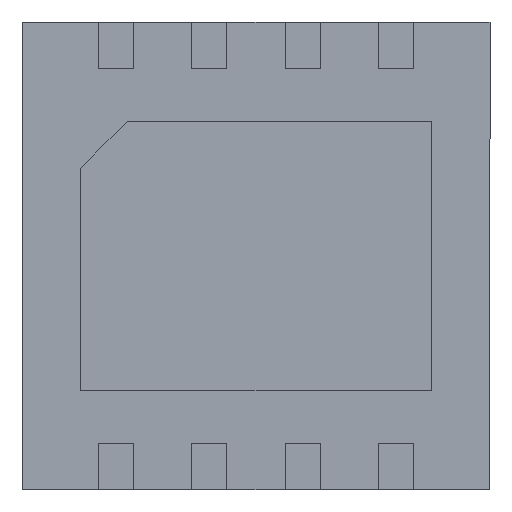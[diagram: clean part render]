
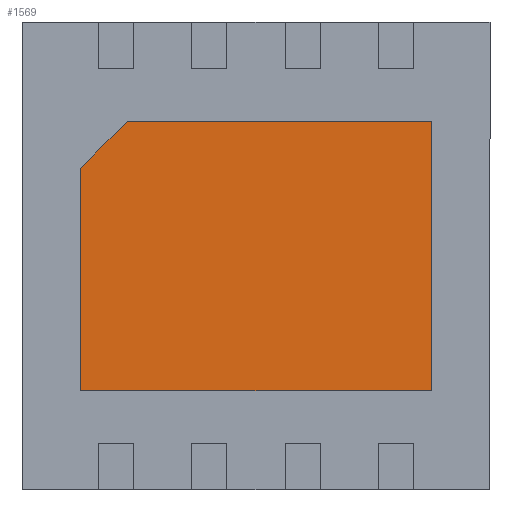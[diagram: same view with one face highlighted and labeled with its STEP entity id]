
A CAD part, front view. The second image highlights one B-rep face of the part: STEP entity #1569.
In plain terms, the highlighted planar face has unit normal (0, -1, 0).
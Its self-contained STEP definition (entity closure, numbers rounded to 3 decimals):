
#106 = DIRECTION ( 'NONE',  ( 0., 0., -1. ) ) ;
#121 = CARTESIAN_POINT ( 'NONE',  ( -1.5, -0.04, 0.75 ) ) ;
#125 = VECTOR ( 'NONE', #952, 1000. ) ;
#128 = CARTESIAN_POINT ( 'NONE',  ( -1.1, -0.04, 1.15 ) ) ;
#131 = EDGE_CURVE ( 'NONE', #1103, #1223, #706, .T. ) ;
#138 = ORIENTED_EDGE ( 'NONE', *, *, #1371, .F. ) ;
#194 = EDGE_CURVE ( 'NONE', #656, #255, #1415, .T. ) ;
#255 = VERTEX_POINT ( 'NONE', #1578 ) ;
#453 = DIRECTION ( 'NONE',  ( 0., 0., -1. ) ) ;
#461 = AXIS2_PLACEMENT_3D ( 'NONE', #1736, #901, #106 ) ;
#476 = LINE ( 'NONE', #1097, #125 ) ;
#494 = CARTESIAN_POINT ( 'NONE',  ( 1.5, -0.04, 1.15 ) ) ;
#535 = ORIENTED_EDGE ( 'NONE', *, *, #194, .F. ) ;
#540 = DIRECTION ( 'NONE',  ( 0.707, 0., 0.707 ) ) ;
#625 = VECTOR ( 'NONE', #1409, 1000. ) ;
#656 = VERTEX_POINT ( 'NONE', #494 ) ;
#690 = CARTESIAN_POINT ( 'NONE',  ( 1.5, -0.04, -1.15 ) ) ;
#706 = LINE ( 'NONE', #128, #1396 ) ;
#707 = ORIENTED_EDGE ( 'NONE', *, *, #131, .F. ) ;
#722 = VECTOR ( 'NONE', #453, 1000. ) ;
#765 = ORIENTED_EDGE ( 'NONE', *, *, #1466, .F. ) ;
#837 = CARTESIAN_POINT ( 'NONE',  ( -1.5, -0.04, -1.15 ) ) ;
#890 = FACE_OUTER_BOUND ( 'NONE', #1304, .T. ) ;
#901 = DIRECTION ( 'NONE',  ( 0., -1., 0. ) ) ;
#952 = DIRECTION ( 'NONE',  ( 1., 0., 0. ) ) ;
#974 = LINE ( 'NONE', #690, #625 ) ;
#1048 = LINE ( 'NONE', #837, #1742 ) ;
#1097 = CARTESIAN_POINT ( 'NONE',  ( 1.5, -0.04, 1.15 ) ) ;
#1101 = VERTEX_POINT ( 'NONE', #1752 ) ;
#1103 = VERTEX_POINT ( 'NONE', #121 ) ;
#1106 = DIRECTION ( 'NONE',  ( 0., 0., 1. ) ) ;
#1223 = VERTEX_POINT ( 'NONE', #1413 ) ;
#1304 = EDGE_LOOP ( 'NONE', ( #138, #1335, #535, #765, #707 ) ) ;
#1335 = ORIENTED_EDGE ( 'NONE', *, *, #1511, .F. ) ;
#1371 = EDGE_CURVE ( 'NONE', #1101, #1103, #1048, .T. ) ;
#1396 = VECTOR ( 'NONE', #540, 1000. ) ;
#1409 = DIRECTION ( 'NONE',  ( -1., 0., 0. ) ) ;
#1413 = CARTESIAN_POINT ( 'NONE',  ( -1.1, -0.04, 1.15 ) ) ;
#1415 = LINE ( 'NONE', #1426, #722 ) ;
#1426 = CARTESIAN_POINT ( 'NONE',  ( 1.5, -0.04, -1.15 ) ) ;
#1466 = EDGE_CURVE ( 'NONE', #1223, #656, #476, .T. ) ;
#1468 = PLANE ( 'NONE',  #461 ) ;
#1511 = EDGE_CURVE ( 'NONE', #255, #1101, #974, .T. ) ;
#1569 = ADVANCED_FACE ( 'NONE', ( #890 ), #1468, .T. ) ;
#1578 = CARTESIAN_POINT ( 'NONE',  ( 1.5, -0.04, -1.15 ) ) ;
#1736 = CARTESIAN_POINT ( 'NONE',  ( 0., -0.04, 0. ) ) ;
#1742 = VECTOR ( 'NONE', #1106, 1000. ) ;
#1752 = CARTESIAN_POINT ( 'NONE',  ( -1.5, -0.04, -1.15 ) ) ;
